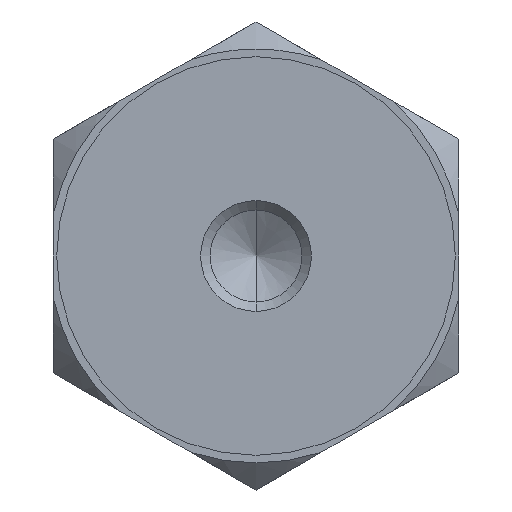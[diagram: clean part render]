
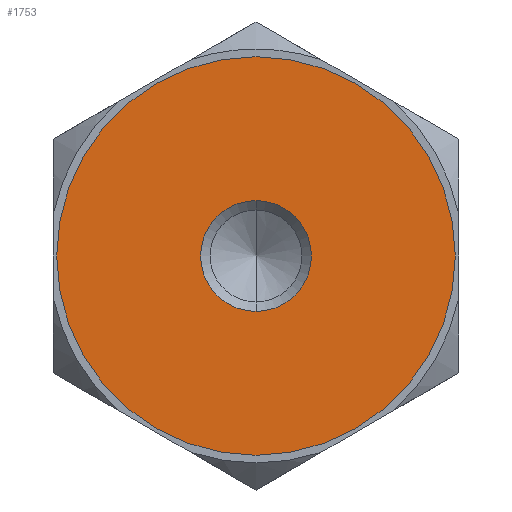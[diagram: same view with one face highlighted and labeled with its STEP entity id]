
A CAD part, front view. The second image highlights one B-rep face of the part: STEP entity #1753.
In plain terms, the highlighted planar face has unit normal (0, -1, 0).
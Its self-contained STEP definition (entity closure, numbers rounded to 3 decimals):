
#854=CARTESIAN_POINT('',(0.,-51.,0.));
#855=DIRECTION('',(0.,-1.,0.));
#856=DIRECTION('',(0.,0.,1.));
#857=AXIS2_PLACEMENT_3D('',#854,#855,#856);
#862=CARTESIAN_POINT('',(0.,-51.,0.));
#863=DIRECTION('',(0.,-1.,0.));
#864=DIRECTION('',(0.,0.,-1.));
#865=AXIS2_PLACEMENT_3D('',#862,#863,#864);
#870=CARTESIAN_POINT('',(0.,-51.,0.));
#871=DIRECTION('',(0.,1.,0.));
#872=DIRECTION('',(0.,0.,-1.));
#873=AXIS2_PLACEMENT_3D('',#870,#871,#872);
#878=CARTESIAN_POINT('',(0.,-51.,0.));
#879=DIRECTION('',(0.,1.,0.));
#880=DIRECTION('',(0.,0.,1.));
#881=AXIS2_PLACEMENT_3D('',#878,#879,#880);
#1026=CARTESIAN_POINT('',(0.,-51.,-14.75));
#1028=VERTEX_POINT('',#1026);
#1030=CARTESIAN_POINT('',(0.,-51.,14.75));
#1032=VERTEX_POINT('',#1030);
#1073=CARTESIAN_POINT('',(0.,-51.,-4.1));
#1075=VERTEX_POINT('',#1073);
#1077=CARTESIAN_POINT('',(0.,-51.,4.1));
#1079=VERTEX_POINT('',#1077);
#1738=CARTESIAN_POINT('',(17.5,-51.,0.));
#1739=DIRECTION('',(0.,-1.,0.));
#1740=DIRECTION('',(0.,0.,-1.));
#1741=AXIS2_PLACEMENT_3D('',#1738,#1739,#1740);
#1742=PLANE('',#1741);
#1743=ORIENTED_EDGE('',*,*,#1732,.F.);
#1744=ORIENTED_EDGE('',*,*,#1718,.F.);
#1745=EDGE_LOOP('',(#1743,#1744));
#1746=FACE_OUTER_BOUND('',#1745,.F.);
#1748=ORIENTED_EDGE('',*,*,#1747,.F.);
#1750=ORIENTED_EDGE('',*,*,#1749,.F.);
#1751=EDGE_LOOP('',(#1748,#1750));
#1752=FACE_BOUND('',#1751,.F.);
#1753=ADVANCED_FACE('',(#1746,#1752),#1742,.T.);
#858=CIRCLE('',#857,14.75);
#866=CIRCLE('',#865,14.75);
#874=CIRCLE('',#873,4.1);
#882=CIRCLE('',#881,4.1);
#1718=EDGE_CURVE('',#1028,#1032,#866,.T.);
#1732=EDGE_CURVE('',#1032,#1028,#858,.T.);
#1747=EDGE_CURVE('',#1075,#1079,#874,.T.);
#1749=EDGE_CURVE('',#1079,#1075,#882,.T.);
